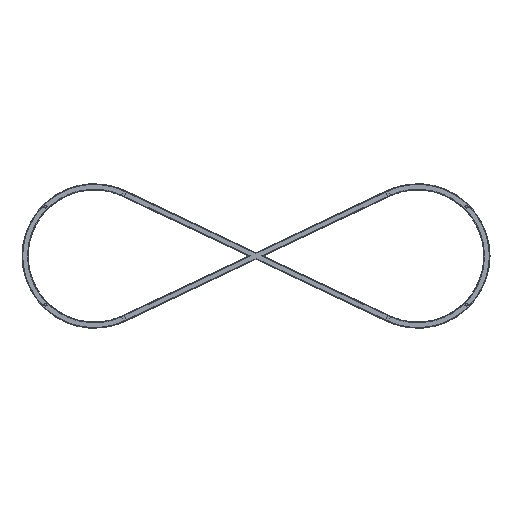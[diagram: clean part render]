
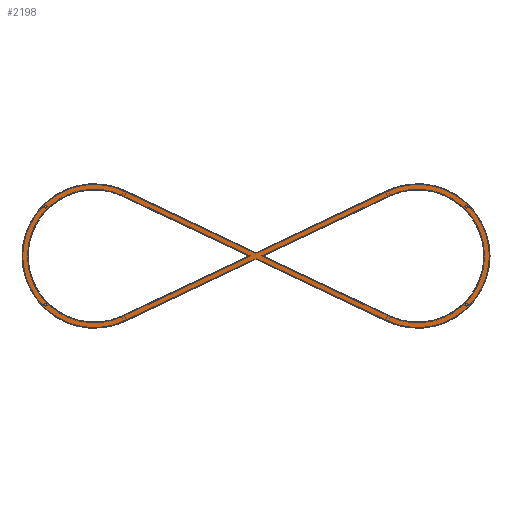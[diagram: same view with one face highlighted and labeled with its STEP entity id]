
A CAD part, top view. The second image highlights one B-rep face of the part: STEP entity #2198.
In plain terms, the highlighted planar face has unit normal (0, 0, 1).
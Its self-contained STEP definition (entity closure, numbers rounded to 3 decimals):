
#132=PLANE('',#2415);
#211=FACE_BOUND('',#375,.T.);
#212=FACE_BOUND('',#376,.T.);
#213=FACE_BOUND('',#377,.T.);
#214=FACE_BOUND('',#378,.T.);
#215=FACE_BOUND('',#379,.T.);
#216=FACE_BOUND('',#380,.T.);
#246=FACE_OUTER_BOUND('',#374,.T.);
#374=EDGE_LOOP('',(#1577,#1578,#1579,#1580,#1581,#1582));
#375=EDGE_LOOP('',(#1583,#1584,#1585));
#376=EDGE_LOOP('',(#1586,#1587));
#377=EDGE_LOOP('',(#1588,#1589));
#378=EDGE_LOOP('',(#1590,#1591));
#379=EDGE_LOOP('',(#1592,#1593));
#380=EDGE_LOOP('',(#1594,#1595,#1596));
#523=CIRCLE('',#2403,283.267);
#532=CIRCLE('',#2416,308.267);
#533=CIRCLE('',#2417,308.267);
#534=CIRCLE('',#2418,283.267);
#535=CIRCLE('',#2419,1.5);
#536=CIRCLE('',#2420,1.5);
#537=CIRCLE('',#2421,1.5);
#538=CIRCLE('',#2422,1.5);
#539=CIRCLE('',#2423,1.5);
#540=CIRCLE('',#2424,1.5);
#541=CIRCLE('',#2425,1.5);
#542=CIRCLE('',#2426,1.5);
#626=LINE('',#3365,#830);
#627=LINE('',#3374,#831);
#645=LINE('',#3425,#849);
#646=LINE('',#3429,#850);
#647=LINE('',#3431,#851);
#648=LINE('',#3434,#852);
#649=LINE('',#3437,#853);
#650=LINE('',#3440,#854);
#830=VECTOR('',#2657,10.);
#831=VECTOR('',#2670,10.);
#849=VECTOR('',#2708,10.);
#850=VECTOR('',#2711,10.);
#851=VECTOR('',#2712,10.);
#852=VECTOR('',#2715,10.);
#853=VECTOR('',#2716,10.);
#854=VECTOR('',#2719,10.);
#1035=VERTEX_POINT('',#3362);
#1036=VERTEX_POINT('',#3364);
#1038=VERTEX_POINT('',#3369);
#1060=VERTEX_POINT('',#3423);
#1061=VERTEX_POINT('',#3424);
#1062=VERTEX_POINT('',#3426);
#1063=VERTEX_POINT('',#3428);
#1064=VERTEX_POINT('',#3430);
#1065=VERTEX_POINT('',#3432);
#1066=VERTEX_POINT('',#3435);
#1067=VERTEX_POINT('',#3436);
#1068=VERTEX_POINT('',#3438);
#1069=VERTEX_POINT('',#3441);
#1070=VERTEX_POINT('',#3442);
#1071=VERTEX_POINT('',#3445);
#1072=VERTEX_POINT('',#3446);
#1073=VERTEX_POINT('',#3449);
#1074=VERTEX_POINT('',#3450);
#1075=VERTEX_POINT('',#3453);
#1076=VERTEX_POINT('',#3454);
#1233=EDGE_CURVE('',#1035,#1036,#626,.T.);
#1236=EDGE_CURVE('',#1038,#1035,#523,.T.);
#1238=EDGE_CURVE('',#1036,#1038,#627,.T.);
#1263=EDGE_CURVE('',#1060,#1061,#645,.T.);
#1264=EDGE_CURVE('',#1062,#1060,#532,.T.);
#1265=EDGE_CURVE('',#1063,#1062,#646,.T.);
#1266=EDGE_CURVE('',#1064,#1063,#647,.T.);
#1267=EDGE_CURVE('',#1065,#1064,#533,.T.);
#1268=EDGE_CURVE('',#1061,#1065,#648,.T.);
#1269=EDGE_CURVE('',#1066,#1067,#649,.T.);
#1270=EDGE_CURVE('',#1068,#1066,#534,.T.);
#1271=EDGE_CURVE('',#1067,#1068,#650,.T.);
#1272=EDGE_CURVE('',#1069,#1070,#535,.T.);
#1273=EDGE_CURVE('',#1070,#1069,#536,.T.);
#1274=EDGE_CURVE('',#1071,#1072,#537,.T.);
#1275=EDGE_CURVE('',#1072,#1071,#538,.T.);
#1276=EDGE_CURVE('',#1073,#1074,#539,.T.);
#1277=EDGE_CURVE('',#1074,#1073,#540,.T.);
#1278=EDGE_CURVE('',#1075,#1076,#541,.T.);
#1279=EDGE_CURVE('',#1076,#1075,#542,.T.);
#1577=ORIENTED_EDGE('',*,*,#1263,.F.);
#1578=ORIENTED_EDGE('',*,*,#1264,.F.);
#1579=ORIENTED_EDGE('',*,*,#1265,.F.);
#1580=ORIENTED_EDGE('',*,*,#1266,.F.);
#1581=ORIENTED_EDGE('',*,*,#1267,.F.);
#1582=ORIENTED_EDGE('',*,*,#1268,.F.);
#1583=ORIENTED_EDGE('',*,*,#1269,.F.);
#1584=ORIENTED_EDGE('',*,*,#1270,.F.);
#1585=ORIENTED_EDGE('',*,*,#1271,.F.);
#1586=ORIENTED_EDGE('',*,*,#1272,.T.);
#1587=ORIENTED_EDGE('',*,*,#1273,.T.);
#1588=ORIENTED_EDGE('',*,*,#1274,.T.);
#1589=ORIENTED_EDGE('',*,*,#1275,.T.);
#1590=ORIENTED_EDGE('',*,*,#1276,.T.);
#1591=ORIENTED_EDGE('',*,*,#1277,.T.);
#1592=ORIENTED_EDGE('',*,*,#1278,.T.);
#1593=ORIENTED_EDGE('',*,*,#1279,.T.);
#1594=ORIENTED_EDGE('',*,*,#1233,.F.);
#1595=ORIENTED_EDGE('',*,*,#1236,.F.);
#1596=ORIENTED_EDGE('',*,*,#1238,.F.);
#2198=ADVANCED_FACE('',(#246,#211,#212,#213,#214,#215,#216),#132,.T.);
#2403=AXIS2_PLACEMENT_3D('',#3371,#2664,#2665);
#2415=AXIS2_PLACEMENT_3D('',#3422,#2706,#2707);
#2416=AXIS2_PLACEMENT_3D('',#3427,#2709,#2710);
#2417=AXIS2_PLACEMENT_3D('',#3433,#2713,#2714);
#2418=AXIS2_PLACEMENT_3D('',#3439,#2717,#2718);
#2419=AXIS2_PLACEMENT_3D('',#3443,#2720,#2721);
#2420=AXIS2_PLACEMENT_3D('',#3444,#2722,#2723);
#2421=AXIS2_PLACEMENT_3D('',#3447,#2724,#2725);
#2422=AXIS2_PLACEMENT_3D('',#3448,#2726,#2727);
#2423=AXIS2_PLACEMENT_3D('',#3451,#2728,#2729);
#2424=AXIS2_PLACEMENT_3D('',#3452,#2730,#2731);
#2425=AXIS2_PLACEMENT_3D('',#3455,#2732,#2733);
#2426=AXIS2_PLACEMENT_3D('',#3456,#2734,#2735);
#2657=DIRECTION('',(0.904,0.428,0.));
#2664=DIRECTION('center_axis',(0.,0.,1.));
#2665=DIRECTION('ref_axis',(-1.,0.,0.));
#2670=DIRECTION('',(-0.904,0.428,0.));
#2706=DIRECTION('center_axis',(0.,0.,1.));
#2707=DIRECTION('ref_axis',(1.,0.,0.));
#2708=DIRECTION('',(-0.904,0.428,0.));
#2709=DIRECTION('center_axis',(0.,0.,-1.));
#2710=DIRECTION('ref_axis',(1.,0.,0.));
#2711=DIRECTION('',(0.904,0.428,0.));
#2712=DIRECTION('',(0.904,-0.428,0.));
#2713=DIRECTION('center_axis',(0.,0.,-1.));
#2714=DIRECTION('ref_axis',(-1.,0.,0.));
#2715=DIRECTION('',(-0.904,-0.428,0.));
#2716=DIRECTION('',(-0.904,-0.428,0.));
#2717=DIRECTION('center_axis',(0.,0.,1.));
#2718=DIRECTION('ref_axis',(1.,0.,0.));
#2719=DIRECTION('',(0.904,-0.428,0.));
#2720=DIRECTION('center_axis',(0.,0.,-1.));
#2721=DIRECTION('ref_axis',(1.,0.,0.));
#2722=DIRECTION('center_axis',(0.,0.,-1.));
#2723=DIRECTION('ref_axis',(1.,0.,0.));
#2724=DIRECTION('center_axis',(0.,0.,-1.));
#2725=DIRECTION('ref_axis',(1.,0.,0.));
#2726=DIRECTION('center_axis',(0.,0.,-1.));
#2727=DIRECTION('ref_axis',(1.,0.,0.));
#2728=DIRECTION('center_axis',(0.,0.,-1.));
#2729=DIRECTION('ref_axis',(-1.,0.,0.));
#2730=DIRECTION('center_axis',(0.,0.,-1.));
#2731=DIRECTION('ref_axis',(-1.,0.,0.));
#2732=DIRECTION('center_axis',(0.,0.,-1.));
#2733=DIRECTION('ref_axis',(-1.,0.,0.));
#2734=DIRECTION('center_axis',(0.,0.,-1.));
#2735=DIRECTION('ref_axis',(-1.,0.,0.));
#3362=CARTESIAN_POINT('',(-569.734,-256.006,30.));
#3364=CARTESIAN_POINT('',(-29.203,0.,30.));
#3365=CARTESIAN_POINT('',(-287.542,-122.354,30.));
#3369=CARTESIAN_POINT('',(-569.734,256.006,30.));
#3371=CARTESIAN_POINT('Origin',(-690.983,0.,30.));
#3374=CARTESIAN_POINT('',(-17.992,-5.31,30.));
#3422=CARTESIAN_POINT('Origin',(0.,0.,
30.));
#3423=CARTESIAN_POINT('',(559.033,-278.6,30.));
#3424=CARTESIAN_POINT('',(0.,-13.831,30.));
#3425=CARTESIAN_POINT('',(-2.515,-12.64,30.));
#3426=CARTESIAN_POINT('',(559.033,278.6,30.));
#3427=CARTESIAN_POINT('Origin',(690.983,0.,30.));
#3428=CARTESIAN_POINT('',(0.,13.831,30.));
#3429=CARTESIAN_POINT('',(276.841,144.948,30.));
#3430=CARTESIAN_POINT('',(-559.033,278.6,30.));
#3431=CARTESIAN_POINT('',(2.515,12.64,30.));
#3432=CARTESIAN_POINT('',(-559.033,-278.6,30.));
#3433=CARTESIAN_POINT('Origin',(-690.983,0.,30.));
#3434=CARTESIAN_POINT('',(-276.841,-144.948,30.));
#3435=CARTESIAN_POINT('',(569.734,256.006,30.));
#3436=CARTESIAN_POINT('',(29.203,0.,30.));
#3437=CARTESIAN_POINT('',(287.542,122.354,30.));
#3438=CARTESIAN_POINT('',(569.734,-256.006,30.));
#3439=CARTESIAN_POINT('Origin',(690.983,0.,30.));
#3440=CARTESIAN_POINT('',(17.992,5.31,30.));
#3441=CARTESIAN_POINT('',(901.622,209.139,30.));
#3442=CARTESIAN_POINT('',(898.622,209.139,30.));
#3443=CARTESIAN_POINT('Origin',(900.122,209.139,30.));
#3444=CARTESIAN_POINT('Origin',(900.122,209.139,30.));
#3445=CARTESIAN_POINT('',(901.622,-209.139,30.));
#3446=CARTESIAN_POINT('',(898.622,-209.139,30.));
#3447=CARTESIAN_POINT('Origin',(900.122,-209.139,30.));
#3448=CARTESIAN_POINT('Origin',(900.122,-209.139,30.));
#3449=CARTESIAN_POINT('',(-901.622,-209.139,30.));
#3450=CARTESIAN_POINT('',(-898.622,-209.139,30.));
#3451=CARTESIAN_POINT('Origin',(-900.122,-209.139,30.));
#3452=CARTESIAN_POINT('Origin',(-900.122,-209.139,30.));
#3453=CARTESIAN_POINT('',(-901.622,209.139,30.));
#3454=CARTESIAN_POINT('',(-898.622,209.139,30.));
#3455=CARTESIAN_POINT('Origin',(-900.122,209.139,30.));
#3456=CARTESIAN_POINT('Origin',(-900.122,209.139,30.));
